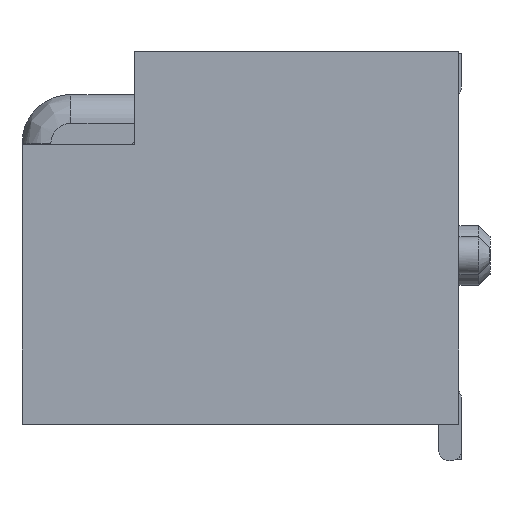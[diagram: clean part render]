
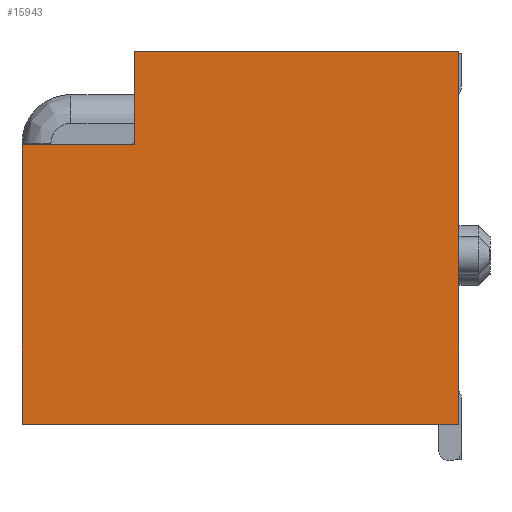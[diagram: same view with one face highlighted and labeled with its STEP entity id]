
A CAD part, left-side view. The second image highlights one B-rep face of the part: STEP entity #15943.
In plain terms, the highlighted planar face has unit normal (-1, 0, 0).
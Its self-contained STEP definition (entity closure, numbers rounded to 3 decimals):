
#146=DIRECTION('',(0.,1.,0.));
#147=VECTOR('',#146,2.53);
#148=CARTESIAN_POINT('',(-18.85,2.395,0.));
#149=LINE('',#148,#147);
#1536=DIRECTION('',(0.,-1.,0.));
#1537=VECTOR('',#1536,9.85);
#1538=CARTESIAN_POINT('',(-18.85,4.925,-6.3));
#1539=LINE('',#1538,#1537);
#3149=DIRECTION('',(0.,0.,-1.));
#3150=VECTOR('',#3149,2.1);
#3151=CARTESIAN_POINT('',(-18.85,2.395,2.1));
#3152=LINE('',#3151,#3150);
#3153=DIRECTION('',(0.,1.,0.));
#3154=VECTOR('',#3153,7.32);
#3155=CARTESIAN_POINT('',(-18.85,-4.925,2.1));
#3156=LINE('',#3155,#3154);
#3157=DIRECTION('',(0.,0.,-1.));
#3158=VECTOR('',#3157,8.4);
#3159=CARTESIAN_POINT('',(-18.85,-4.925,2.1));
#3160=LINE('',#3159,#3158);
#3161=DIRECTION('',(0.,0.,-1.));
#3162=VECTOR('',#3161,6.3);
#3163=CARTESIAN_POINT('',(-18.85,4.925,0.));
#3164=LINE('',#3163,#3162);
#10428=CARTESIAN_POINT('',(-18.85,4.925,-6.3));
#10429=CARTESIAN_POINT('',(-18.85,-4.925,-6.3));
#10430=VERTEX_POINT('',#10428);
#10431=VERTEX_POINT('',#10429);
#10436=CARTESIAN_POINT('',(-18.85,4.925,0.));
#10437=VERTEX_POINT('',#10436);
#10454=CARTESIAN_POINT('',(-18.85,-4.925,2.1));
#10455=VERTEX_POINT('',#10454);
#11547=CARTESIAN_POINT('',(-18.85,2.395,2.1));
#11548=CARTESIAN_POINT('',(-18.85,2.395,0.));
#11549=VERTEX_POINT('',#11547);
#11550=VERTEX_POINT('',#11548);
#15930=CARTESIAN_POINT('',(-18.85,4.925,0.));
#15931=DIRECTION('',(-1.,0.,0.));
#15932=DIRECTION('',(0.,-1.,0.));
#15933=AXIS2_PLACEMENT_3D('',#15930,#15931,#15932);
#15934=PLANE('',#15933);
#15935=ORIENTED_EDGE('',*,*,#15619,.F.);
#15936=ORIENTED_EDGE('',*,*,#15319,.F.);
#15937=ORIENTED_EDGE('',*,*,#14079,.T.);
#15938=ORIENTED_EDGE('',*,*,#14570,.F.);
#15939=ORIENTED_EDGE('',*,*,#13682,.F.);
#15940=ORIENTED_EDGE('',*,*,#13645,.F.);
#15941=EDGE_LOOP('',(#15935,#15936,#15937,#15938,#15939,#15940));
#15942=FACE_OUTER_BOUND('',#15941,.F.);
#13645=EDGE_CURVE('',#11550,#10437,#149,.T.);
#13682=EDGE_CURVE('',#10437,#10430,#3164,.T.);
#14079=EDGE_CURVE('',#10455,#10431,#3160,.T.);
#14570=EDGE_CURVE('',#10430,#10431,#1539,.T.);
#15319=EDGE_CURVE('',#10455,#11549,#3156,.T.);
#15619=EDGE_CURVE('',#11549,#11550,#3152,.T.);
#15943=ADVANCED_FACE('',(#15942),#15934,.T.);
